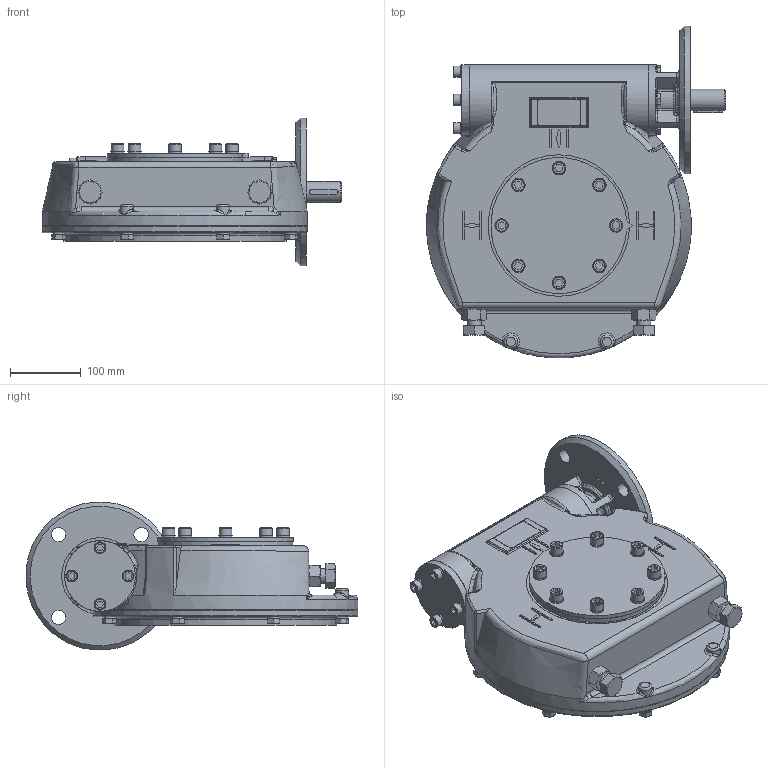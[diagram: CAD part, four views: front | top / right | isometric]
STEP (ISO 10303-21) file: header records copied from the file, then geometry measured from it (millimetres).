
FILE_DESCRIPTION(/* description */ ('Unknown'),/* implementation_level */ '2;1');
FILE_NAME(/* name */ 'PUB-IW63FB-F16-F25',/* time_stamp */ '2016-07-08T12:10:55+01:00',/* author */ ('Unknown'),/* organization */ ('Unknown'),/* preprocessor_version */ 'ST-DEVELOPER v16',/* originating_system */ 'DEX',/* authorisation */ $);
FILE_SCHEMA (('AUTOMOTIVE_DESIGN {1 0 10303 214 3 1 1}'));
Length unit declared in the file: millimetre
Products named in the file (1): PUB-IW63FB-F16-F25
Bounding box: 423.23 x 469.71 x 209.2 mm (x, y, z)
Surface area: 666176.4 mm2 (no closed solid volume)
Topology: 0 solids, 61 shells, 843 faces, 2205 edges, 1416 vertices
Faces by surface type: plane 397, cylinder 158, cone 139, bspline 80, torus 36, sphere 33
Full cylindrical faces by diameter (mm): 11 x8, 13.835 x14, 16 x4, 16.6 x12, 18 x8, 19 x10, 20 x2, 20.5 x4, 21 x4, 30 x1, 100 x2, 108 x1, 130 x2, 190 x1, 200.25 x1, 210 x1
Entity records: 41276 total; most frequent: CARTESIAN_POINT 19979, ORIENTED_EDGE 3582, DIRECTION 3524, EDGE_CURVE 2002, AXIS2_PLACEMENT_3D 1402, VERTEX_POINT 1375, FACE_BOUND 1153, EDGE_LOOP 1145
